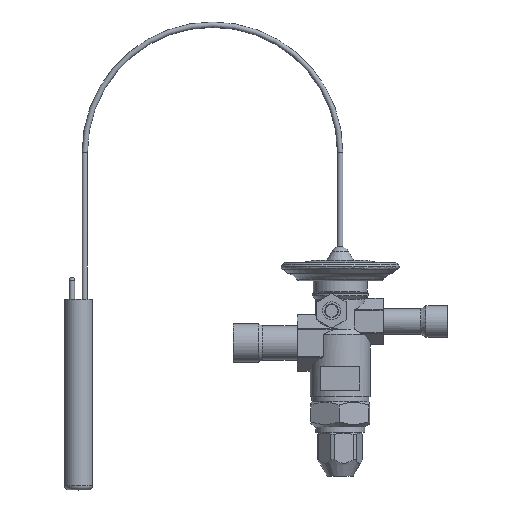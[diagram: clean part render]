
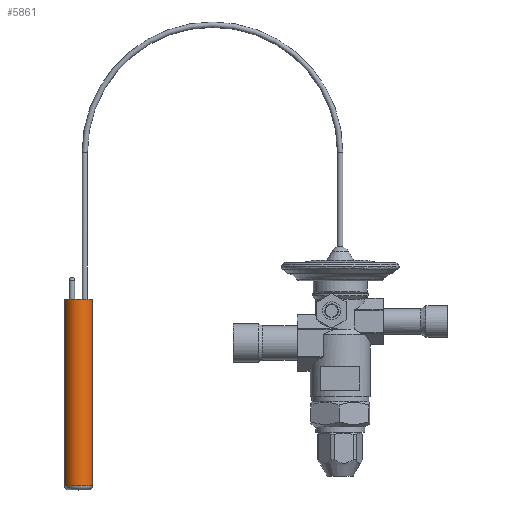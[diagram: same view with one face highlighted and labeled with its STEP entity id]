
A CAD part, top view. The second image highlights one B-rep face of the part: STEP entity #5861.
In plain terms, the highlighted cylindrical face has radius 6.5 mm (diameter 13 mm), a full revolution.
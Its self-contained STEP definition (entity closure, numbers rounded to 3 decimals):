
#5780=CARTESIAN_POINT('',(-138.553,-61.974,3.762));
#5781=VERTEX_POINT('',#5780);
#5808=CARTESIAN_POINT('',(-138.528,-61.974,-9.238));
#5809=VERTEX_POINT('',#5808);
#5810=CARTESIAN_POINT('',(-138.54,-61.974,-2.738));
#5811=DIRECTION('',(0.,1.,0.));
#5812=DIRECTION('',(-0.002,0.,1.));
#5813=AXIS2_PLACEMENT_3D('',#5810,#5811,#5812);
#5814=CIRCLE('',#5813,6.5);
#5815=EDGE_CURVE('NONE',#5809,#5781,#5814,.T.);
#5817=CARTESIAN_POINT('',(-138.54,-61.974,-2.738));
#5818=DIRECTION('',(0.,1.,0.));
#5819=DIRECTION('',(-0.002,0.,1.));
#5820=AXIS2_PLACEMENT_3D('',#5817,#5818,#5819);
#5821=CIRCLE('',#5820,6.5);
#5822=EDGE_CURVE('NONE',#5781,#5809,#5821,.T.);
#5827=CARTESIAN_POINT('',(-138.54,35.234,-2.738));
#5828=DIRECTION('',(0.,1.,0.));
#5829=DIRECTION('',(-0.002,0.,1.));
#5830=AXIS2_PLACEMENT_3D('',#5827,#5828,#5829);
#5831=CYLINDRICAL_SURFACE('',#5830,6.5);
#5832=CARTESIAN_POINT('',(-138.553,25.026,3.762));
#5833=VERTEX_POINT('',#5832);
#5834=CARTESIAN_POINT('',(-138.553,25.026,3.762));
#5835=DIRECTION('',(-0.,-1.,-0.));
#5836=VECTOR('',#5835,87.);
#5837=LINE('',#5834,#5836);
#5838=EDGE_CURVE('',#5833,#5781,#5837,.T.);
#5839=ORIENTED_EDGE('',*,*,#5838,.T.);
#5840=ORIENTED_EDGE('',*,*,#5822,.T.);
#5841=ORIENTED_EDGE('',*,*,#5815,.T.);
#5842=ORIENTED_EDGE('',*,*,#5838,.F.);
#5843=CARTESIAN_POINT('',(-138.528,25.026,-9.238));
#5844=VERTEX_POINT('',#5843);
#5845=CARTESIAN_POINT('',(-138.54,25.026,-2.738));
#5846=DIRECTION('',(0.,1.,0.));
#5847=DIRECTION('',(-0.002,0.,1.));
#5848=AXIS2_PLACEMENT_3D('',#5845,#5846,#5847);
#5849=CIRCLE('',#5848,6.5);
#5850=EDGE_CURVE('NONE',#5844,#5833,#5849,.T.);
#5851=ORIENTED_EDGE('',*,*,#5850,.F.);
#5852=CARTESIAN_POINT('',(-138.54,25.026,-2.738));
#5853=DIRECTION('',(0.,1.,0.));
#5854=DIRECTION('',(-0.002,0.,1.));
#5855=AXIS2_PLACEMENT_3D('',#5852,#5853,#5854);
#5856=CIRCLE('',#5855,6.5);
#5857=EDGE_CURVE('NONE',#5833,#5844,#5856,.T.);
#5858=ORIENTED_EDGE('',*,*,#5857,.F.);
#5859=EDGE_LOOP('',(#5839,#5840,#5841,#5842,#5851,#5858));
#5860=FACE_BOUND('',#5859,.T.);
#5861=ADVANCED_FACE('NONE',(#5860),#5831,.T.);
